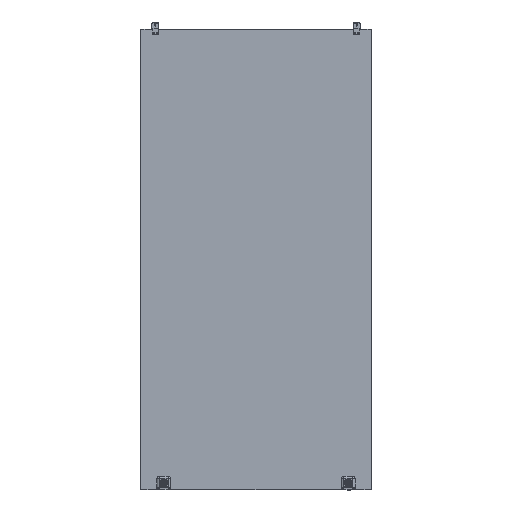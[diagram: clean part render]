
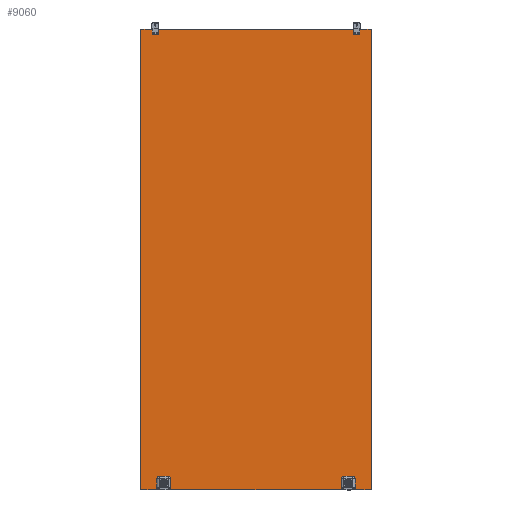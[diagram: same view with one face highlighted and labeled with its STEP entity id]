
A CAD part, left-side view. The second image highlights one B-rep face of the part: STEP entity #9060.
In plain terms, the highlighted planar face has unit normal (-1, 0, 0).
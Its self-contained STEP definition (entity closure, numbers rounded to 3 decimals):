
#307=LINE($,#14300,#951);
#357=LINE($,#14433,#1001);
#385=LINE($,#14542,#1029);
#416=LINE($,#14621,#1060);
#500=LINE($,#15177,#1144);
#504=LINE($,#15186,#1148);
#505=LINE($,#15189,#1149);
#527=LINE($,#15308,#1171);
#530=LINE($,#15313,#1174);
#531=LINE($,#15316,#1175);
#535=LINE($,#15323,#1179);
#536=LINE($,#15324,#1180);
#540=LINE($,#15331,#1184);
#557=LINE($,#15442,#1201);
#558=LINE($,#15446,#1202);
#559=LINE($,#15449,#1203);
#951=VECTOR($,#11177,25.);
#1001=VECTOR($,#11305,850.);
#1029=VECTOR($,#11399,25.);
#1060=VECTOR($,#11490,50.);
#1144=VECTOR($,#11856,38.8);
#1148=VECTOR($,#11866,48.4);
#1149=VECTOR($,#11869,48.4);
#1171=VECTOR($,#11953,2000.);
#1174=VECTOR($,#11958,2000.);
#1175=VECTOR($,#11961,71.);
#1179=VECTOR($,#11965,742.);
#1180=VECTOR($,#11966,71.);
#1184=VECTOR($,#11972,50.);
#1201=VECTOR($,#12051,48.4);
#1202=VECTOR($,#12054,38.8);
#1203=VECTOR($,#12057,48.4);
#1702=PLANE($,#9926);
#2327=FACE_OUTER_BOUND($,#2951,.T.);
#2951=EDGE_LOOP($,(#7377,#7378,#7379,#7380,#7381,#7382,#7383,#7384,#7385,
#7386,#7387,#7388,#7389,#7390,#7391,#7392,#7393,#7394,#7395,#7396));
#3455=CIRCLE($,#9856,9.6);
#3456=CIRCLE($,#9859,9.6);
#3485=CIRCLE($,#9927,9.6);
#3486=CIRCLE($,#9928,9.6);
#3888=VERTEX_POINT($,#14189);
#3937=VERTEX_POINT($,#14299);
#3981=VERTEX_POINT($,#14431);
#4029=VERTEX_POINT($,#14541);
#4047=VERTEX_POINT($,#14619);
#4160=VERTEX_POINT($,#15170);
#4161=VERTEX_POINT($,#15172);
#4162=VERTEX_POINT($,#15176);
#4163=VERTEX_POINT($,#15180);
#4164=VERTEX_POINT($,#15184);
#4165=VERTEX_POINT($,#15188);
#4186=VERTEX_POINT($,#15305);
#4187=VERTEX_POINT($,#15307);
#4188=VERTEX_POINT($,#15311);
#4189=VERTEX_POINT($,#15315);
#4192=VERTEX_POINT($,#15321);
#4213=VERTEX_POINT($,#15441);
#4214=VERTEX_POINT($,#15443);
#4215=VERTEX_POINT($,#15445);
#4216=VERTEX_POINT($,#15447);
#4897=EDGE_CURVE($,#3888,#3937,#307,.T.);
#4964=EDGE_CURVE($,#3937,#3981,#357,.T.);
#5015=EDGE_CURVE($,#3981,#4029,#385,.T.);
#5055=EDGE_CURVE($,#4029,#4047,#416,.T.);
#5220=EDGE_CURVE($,#4161,#4160,#3455,.T.);
#5222=EDGE_CURVE($,#4162,#4161,#500,.T.);
#5224=EDGE_CURVE($,#4163,#4162,#3456,.T.);
#5227=EDGE_CURVE($,#4160,#4164,#504,.T.);
#5228=EDGE_CURVE($,#4165,#4163,#505,.T.);
#5266=EDGE_CURVE($,#4186,#4187,#527,.T.);
#5269=EDGE_CURVE($,#4047,#4188,#530,.T.);
#5270=EDGE_CURVE($,#4187,#4189,#531,.T.);
#5274=EDGE_CURVE($,#4192,#4164,#535,.T.);
#5275=EDGE_CURVE($,#4165,#4188,#536,.T.);
#5279=EDGE_CURVE($,#4186,#3888,#540,.T.);
#5312=EDGE_CURVE($,#4192,#4213,#557,.T.);
#5313=EDGE_CURVE($,#4213,#4214,#3485,.T.);
#5314=EDGE_CURVE($,#4214,#4215,#558,.T.);
#5315=EDGE_CURVE($,#4215,#4216,#3486,.T.);
#5316=EDGE_CURVE($,#4216,#4189,#559,.T.);
#7377=ORIENTED_EDGE($,*,*,#5312,.T.);
#7378=ORIENTED_EDGE($,*,*,#5313,.T.);
#7379=ORIENTED_EDGE($,*,*,#5314,.T.);
#7380=ORIENTED_EDGE($,*,*,#5315,.T.);
#7381=ORIENTED_EDGE($,*,*,#5316,.T.);
#7382=ORIENTED_EDGE($,*,*,#5270,.F.);
#7383=ORIENTED_EDGE($,*,*,#5266,.F.);
#7384=ORIENTED_EDGE($,*,*,#5279,.T.);
#7385=ORIENTED_EDGE($,*,*,#4897,.T.);
#7386=ORIENTED_EDGE($,*,*,#4964,.T.);
#7387=ORIENTED_EDGE($,*,*,#5015,.T.);
#7388=ORIENTED_EDGE($,*,*,#5055,.T.);
#7389=ORIENTED_EDGE($,*,*,#5269,.T.);
#7390=ORIENTED_EDGE($,*,*,#5275,.F.);
#7391=ORIENTED_EDGE($,*,*,#5228,.T.);
#7392=ORIENTED_EDGE($,*,*,#5224,.T.);
#7393=ORIENTED_EDGE($,*,*,#5222,.T.);
#7394=ORIENTED_EDGE($,*,*,#5220,.T.);
#7395=ORIENTED_EDGE($,*,*,#5227,.T.);
#7396=ORIENTED_EDGE($,*,*,#5274,.F.);
#9060=ADVANCED_FACE($,(#2327),#1702,.T.);
#9856=AXIS2_PLACEMENT_3D($,#15173,#11851,#11852);
#9859=AXIS2_PLACEMENT_3D($,#15181,#11860,#11861);
#9926=AXIS2_PLACEMENT_3D($,#15440,#12049,#12050);
#9927=AXIS2_PLACEMENT_3D($,#15444,#12052,#12053);
#9928=AXIS2_PLACEMENT_3D($,#15448,#12055,#12056);
#11177=DIRECTION($,(0.,1.,0.));
#11305=DIRECTION($,(0.,1.,0.));
#11399=DIRECTION($,(0.,1.,0.));
#11490=DIRECTION($,(0.,1.,0.));
#11851=DIRECTION('center_axis',(1.,0.,0.));
#11852=DIRECTION('ref_axis',(0.,-0.707,
0.707));
#11856=DIRECTION($,(0.,-1.,0.));
#11860=DIRECTION('center_axis',(1.,0.,0.));
#11861=DIRECTION('ref_axis',(0.,0.707,0.707));
#11866=DIRECTION($,(0.,0.,-1.));
#11869=DIRECTION($,(0.,0.,1.));
#11953=DIRECTION($,(0.,0.,-1.));
#11958=DIRECTION($,(0.,0.,-1.));
#11961=DIRECTION($,(0.,1.,0.));
#11965=DIRECTION($,(0.,1.,0.));
#11966=DIRECTION($,(0.,1.,0.));
#11972=DIRECTION($,(0.,1.,0.));
#12049=DIRECTION('center_axis',(-1.,0.,0.));
#12050=DIRECTION('ref_axis',(0.,1.,0.));
#12051=DIRECTION($,(0.,0.,1.));
#12052=DIRECTION('center_axis',(1.,0.,0.));
#12053=DIRECTION('ref_axis',(0.,0.707,0.707));
#12054=DIRECTION($,(0.,-1.,0.));
#12055=DIRECTION('center_axis',(1.,0.,0.));
#12056=DIRECTION('ref_axis',(0.,-0.707,
0.707));
#12057=DIRECTION($,(0.,0.,-1.));
#14189=CARTESIAN_POINT('',(1937.857,-129.044,1485.944));
#14299=CARTESIAN_POINT('',(1937.857,-104.044,1485.944));
#14300=CARTESIAN_POINT($,(1937.857,-179.044,1485.944));
#14431=CARTESIAN_POINT('',(1937.857,745.956,1485.944));
#14433=CARTESIAN_POINT($,(1937.857,-179.044,1485.944));
#14541=CARTESIAN_POINT('',(1937.857,770.956,1485.944));
#14542=CARTESIAN_POINT($,(1937.857,-179.044,1485.944));
#14619=CARTESIAN_POINT('',(1937.857,820.956,1485.944));
#14621=CARTESIAN_POINT($,(1937.857,-179.044,1485.944));
#15170=CARTESIAN_POINT('',(1937.857,691.956,-465.656));
#15172=CARTESIAN_POINT('',(1937.857,701.556,-456.056));
#15173=CARTESIAN_POINT('Origin',(1937.857,701.556,-465.656));
#15176=CARTESIAN_POINT('',(1937.857,740.356,-456.056));
#15177=CARTESIAN_POINT($,(1937.857,285.456,-456.056));
#15180=CARTESIAN_POINT('',(1937.857,749.956,-465.656));
#15181=CARTESIAN_POINT('Origin',(1937.857,740.356,-465.656));
#15184=CARTESIAN_POINT('',(1937.857,691.956,-514.056));
#15186=CARTESIAN_POINT($,(1937.857,691.956,514.944));
#15188=CARTESIAN_POINT('',(1937.857,749.956,-514.056));
#15189=CARTESIAN_POINT($,(1937.857,749.956,485.944));
#15305=CARTESIAN_POINT('',(1937.857,-179.044,1485.944));
#15307=CARTESIAN_POINT('',(1937.857,-179.044,-514.056));
#15308=CARTESIAN_POINT($,(1937.857,-179.044,1485.944));
#15311=CARTESIAN_POINT('',(1937.857,820.956,-514.056));
#15313=CARTESIAN_POINT($,(1937.857,820.956,1485.944));
#15315=CARTESIAN_POINT('',(1937.857,-108.044,-514.056));
#15316=CARTESIAN_POINT($,(1937.857,-179.044,-514.056));
#15321=CARTESIAN_POINT('',(1937.857,-50.044,-514.056));
#15323=CARTESIAN_POINT($,(1937.857,-179.044,-514.056));
#15324=CARTESIAN_POINT($,(1937.857,-179.044,-514.056));
#15331=CARTESIAN_POINT($,(1937.857,-179.044,1485.944));
#15440=CARTESIAN_POINT('Origin',(1937.857,-179.044,1485.944));
#15441=CARTESIAN_POINT('',(1937.857,-50.044,-465.656));
#15442=CARTESIAN_POINT($,(1937.857,-50.044,485.944));
#15443=CARTESIAN_POINT('',(1937.857,-59.644,-456.056));
#15444=CARTESIAN_POINT('Origin',(1937.857,-59.644,-465.656));
#15445=CARTESIAN_POINT('',(1937.857,-98.444,-456.056));
#15446=CARTESIAN_POINT($,(1937.857,-114.544,-456.056));
#15447=CARTESIAN_POINT('',(1937.857,-108.044,-465.656));
#15448=CARTESIAN_POINT('Origin',(1937.857,-98.444,-465.656));
#15449=CARTESIAN_POINT($,(1937.857,-108.044,514.944));
